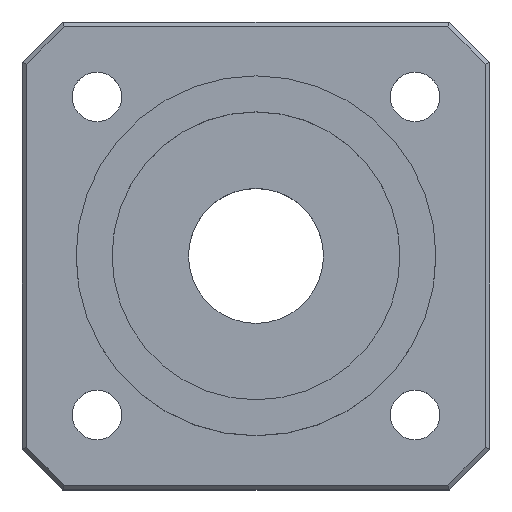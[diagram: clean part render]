
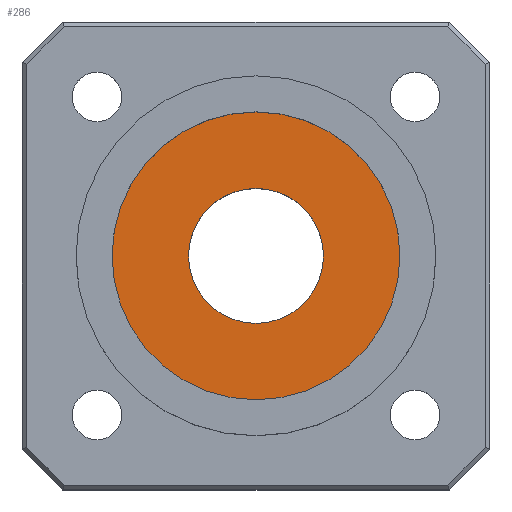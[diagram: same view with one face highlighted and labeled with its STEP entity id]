
A CAD part, top view. The second image highlights one B-rep face of the part: STEP entity #286.
In plain terms, the highlighted planar face has unit normal (0, 0, 1).
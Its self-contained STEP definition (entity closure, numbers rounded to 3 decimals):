
#85 = VERTEX_POINT ( 'NONE', #390 ) ;
#128 = EDGE_LOOP ( 'NONE', ( #901, #762 ) ) ;
#208 = EDGE_LOOP ( 'NONE', ( #433, #1275 ) ) ;
#213 = EDGE_CURVE ( 'NONE', #1600, #85, #944, .T. ) ;
#234 = PLANE ( 'NONE',  #1474 ) ;
#286 = ADVANCED_FACE ( 'NONE', ( #1639, #748 ), #234, .F. ) ;
#296 = DIRECTION ( 'NONE',  ( 0., 0., -1. ) ) ;
#297 = DIRECTION ( 'NONE',  ( -1., 0., 0. ) ) ;
#359 = DIRECTION ( 'NONE',  ( 0., 0., -1. ) ) ;
#390 = CARTESIAN_POINT ( 'NONE',  ( -16., 0., 9.5 ) ) ;
#406 = EDGE_CURVE ( 'NONE', #683, #1095, #1015, .T. ) ;
#433 = ORIENTED_EDGE ( 'NONE', *, *, #1294, .F. ) ;
#548 = AXIS2_PLACEMENT_3D ( 'NONE', #1000, #359, #714 ) ;
#560 = AXIS2_PLACEMENT_3D ( 'NONE', #640, #669, #790 ) ;
#595 = CARTESIAN_POINT ( 'NONE',  ( 16., 0., 9.5 ) ) ;
#640 = CARTESIAN_POINT ( 'NONE',  ( 0., 0., 9.5 ) ) ;
#669 = DIRECTION ( 'NONE',  ( 0., 0., -1. ) ) ;
#683 = VERTEX_POINT ( 'NONE', #1194 ) ;
#714 = DIRECTION ( 'NONE',  ( -1., 0., 0. ) ) ;
#748 = FACE_OUTER_BOUND ( 'NONE', #208, .T. ) ;
#762 = ORIENTED_EDGE ( 'NONE', *, *, #1247, .T. ) ;
#790 = DIRECTION ( 'NONE',  ( -1., 0., 0. ) ) ;
#824 = DIRECTION ( 'NONE',  ( -1., 0., 0. ) ) ;
#901 = ORIENTED_EDGE ( 'NONE', *, *, #406, .T. ) ;
#906 = CARTESIAN_POINT ( 'NONE',  ( 7.5, 0., 9.5 ) ) ;
#944 = CIRCLE ( 'NONE', #1125, 16. ) ;
#1000 = CARTESIAN_POINT ( 'NONE',  ( 0., 0., 9.5 ) ) ;
#1015 = CIRCLE ( 'NONE', #560, 7.5 ) ;
#1063 = CIRCLE ( 'NONE', #548, 16. ) ;
#1095 = VERTEX_POINT ( 'NONE', #906 ) ;
#1125 = AXIS2_PLACEMENT_3D ( 'NONE', #1455, #296, #824 ) ;
#1194 = CARTESIAN_POINT ( 'NONE',  ( -7.5, 0., 9.5 ) ) ;
#1231 = AXIS2_PLACEMENT_3D ( 'NONE', #1580, #1456, #297 ) ;
#1247 = EDGE_CURVE ( 'NONE', #1095, #683, #1253, .T. ) ;
#1253 = CIRCLE ( 'NONE', #1231, 7.5 ) ;
#1275 = ORIENTED_EDGE ( 'NONE', *, *, #213, .F. ) ;
#1294 = EDGE_CURVE ( 'NONE', #85, #1600, #1063, .T. ) ;
#1388 = DIRECTION ( 'NONE',  ( 0., 0., -1. ) ) ;
#1397 = CARTESIAN_POINT ( 'NONE',  ( 0., 0., 9.5 ) ) ;
#1455 = CARTESIAN_POINT ( 'NONE',  ( 0., 0., 9.5 ) ) ;
#1456 = DIRECTION ( 'NONE',  ( 0., 0., -1. ) ) ;
#1474 = AXIS2_PLACEMENT_3D ( 'NONE', #1397, #1388, #1634 ) ;
#1580 = CARTESIAN_POINT ( 'NONE',  ( 0., 0., 9.5 ) ) ;
#1600 = VERTEX_POINT ( 'NONE', #595 ) ;
#1634 = DIRECTION ( 'NONE',  ( -1., 0., 0. ) ) ;
#1639 = FACE_BOUND ( 'NONE', #128, .T. ) ;
